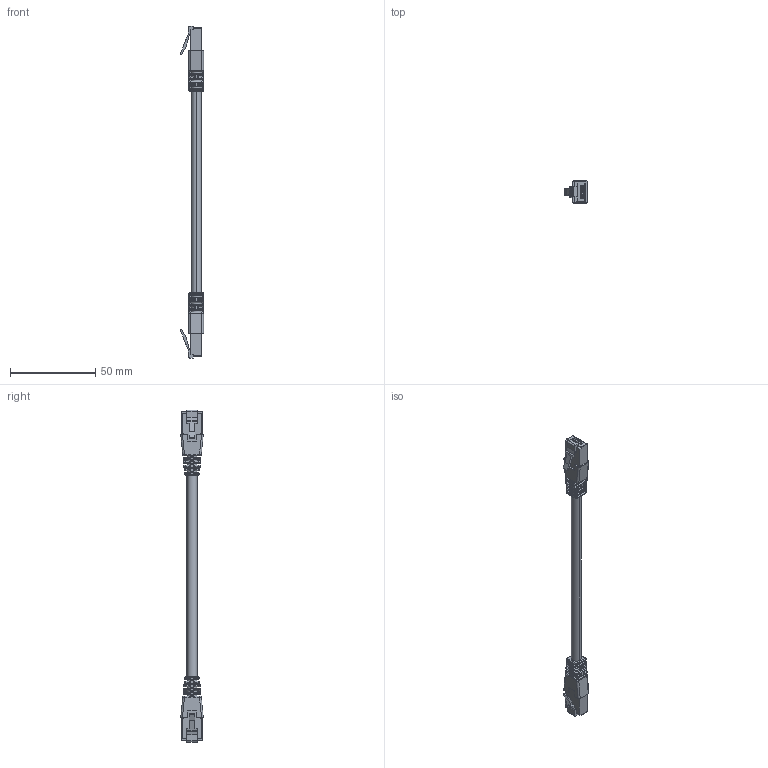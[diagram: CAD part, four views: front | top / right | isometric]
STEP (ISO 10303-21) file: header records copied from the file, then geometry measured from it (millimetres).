
FILE_DESCRIPTION(('Creo Elements/Direct Modeling STEP Export'),'2;1');
FILE_NAME('CW_XXX_J2M87.stp','2014-03-26T13:38:37',(''),(''),'Creo Elements/Direct Modeling STEP processor for AP214 (Solid Model)','Creo Elements/Direct Modeling 18.0B 02-Dec-2011 (C) Parametric Technology GmbH','');
FILE_SCHEMA(('AUTOMOTIVE_DESIGN { 1 0 10303 214 1 1 1 1 }'));
Products named in the file (2): CW_XXX_J2M87
Assembly tree (1 placements, depth 2):
  CW_XXX_J2M87
    CW_XXX_J2M87
Bounding box: 13.61 x 13.2 x 195.1 mm (x, y, z)
Volume: 9041.8 mm3; surface area: 7692.2 mm2
Topology: 1 solids, 3 shells, 1030 faces, 2610 edges, 1604 vertices
Faces by surface type: cylinder 450, plane 372, bspline 200, torus 4, sphere 4
Entity records: 69913 total; most frequent: CARTESIAN_POINT 42550, ORIENTED_EDGE 5220, DIRECTION 3384, EDGE_CURVE 2610, VERTEX_POINT 1604, VECTOR 1444, LINE 1444, EDGE_LOOP 1048
